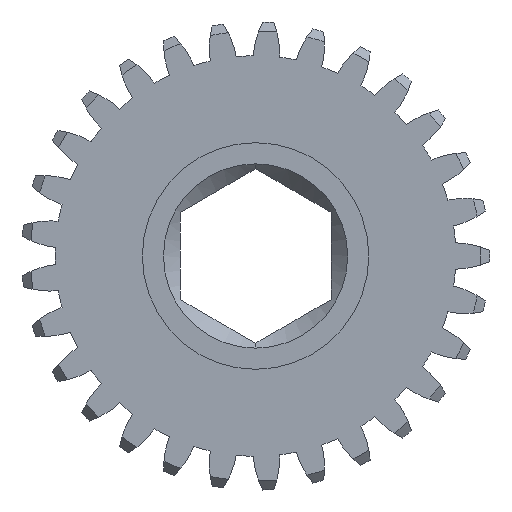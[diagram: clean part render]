
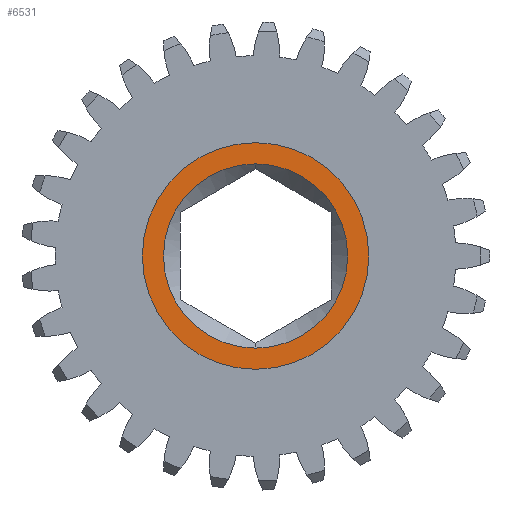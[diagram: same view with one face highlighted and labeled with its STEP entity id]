
A CAD part, left-side view. The second image highlights one B-rep face of the part: STEP entity #6531.
In plain terms, the highlighted planar face has unit normal (-1, 0, 0).
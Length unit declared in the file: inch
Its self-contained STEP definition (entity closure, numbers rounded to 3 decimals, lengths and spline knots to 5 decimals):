
#57 = ORIENTED_EDGE ( 'NONE', *, *, #186, .T. ) ;
#186 = EDGE_CURVE ( 'NONE', #2997, #5076, #331, .T. ) ;
#331 = CIRCLE ( 'NONE', #5108, 0.305 ) ;
#511 = CARTESIAN_POINT ( 'NONE',  ( -0.0625, 0., 0.305 ) ) ;
#624 = VERTEX_POINT ( 'NONE', #1520 ) ;
#652 = EDGE_LOOP ( 'NONE', ( #3411, #6361 ) ) ;
#801 = DIRECTION ( 'NONE',  ( 1., 0., 0. ) ) ;
#978 = DIRECTION ( 'NONE',  ( -1., 0., 0. ) ) ;
#1347 = DIRECTION ( 'NONE',  ( 1., 0., 0. ) ) ;
#1508 = EDGE_CURVE ( 'NONE', #5076, #2997, #2269, .T. ) ;
#1520 = CARTESIAN_POINT ( 'NONE',  ( -0.0625, 0., -0.375 ) ) ;
#1570 = DIRECTION ( 'NONE',  ( 0., 0., -1. ) ) ;
#1575 = VERTEX_POINT ( 'NONE', #5913 ) ;
#1636 = ORIENTED_EDGE ( 'NONE', *, *, #1508, .T. ) ;
#1644 = AXIS2_PLACEMENT_3D ( 'NONE', #6643, #1347, #3475 ) ;
#1961 = AXIS2_PLACEMENT_3D ( 'NONE', #2722, #4431, #6450 ) ;
#2089 = CARTESIAN_POINT ( 'NONE',  ( -0.0625, 0., 0. ) ) ;
#2269 = CIRCLE ( 'NONE', #5045, 0.305 ) ;
#2722 = CARTESIAN_POINT ( 'NONE',  ( -0.0625, 0., 0. ) ) ;
#2867 = DIRECTION ( 'NONE',  ( 1., 0., 0. ) ) ;
#2997 = VERTEX_POINT ( 'NONE', #511 ) ;
#3411 = ORIENTED_EDGE ( 'NONE', *, *, #5426, .F. ) ;
#3470 = DIRECTION ( 'NONE',  ( 0., 0., -1. ) ) ;
#3475 = DIRECTION ( 'NONE',  ( 0., 0., -1. ) ) ;
#3774 = EDGE_CURVE ( 'NONE', #1575, #624, #3880, .T. ) ;
#3850 = AXIS2_PLACEMENT_3D ( 'NONE', #2089, #978, #1570 ) ;
#3880 = CIRCLE ( 'NONE', #1644, 0.375 ) ;
#4130 = PLANE ( 'NONE',  #3850 ) ;
#4145 = CARTESIAN_POINT ( 'NONE',  ( -0.0625, 0., 0. ) ) ;
#4431 = DIRECTION ( 'NONE',  ( 1., 0., 0. ) ) ;
#4666 = EDGE_LOOP ( 'NONE', ( #1636, #57 ) ) ;
#4729 = FACE_BOUND ( 'NONE', #4666, .T. ) ;
#5045 = AXIS2_PLACEMENT_3D ( 'NONE', #4145, #801, #6364 ) ;
#5076 = VERTEX_POINT ( 'NONE', #6458 ) ;
#5108 = AXIS2_PLACEMENT_3D ( 'NONE', #6117, #2867, #3470 ) ;
#5426 = EDGE_CURVE ( 'NONE', #624, #1575, #6199, .T. ) ;
#5913 = CARTESIAN_POINT ( 'NONE',  ( -0.0625, 0., 0.375 ) ) ;
#6117 = CARTESIAN_POINT ( 'NONE',  ( -0.0625, 0., 0. ) ) ;
#6199 = CIRCLE ( 'NONE', #1961, 0.375 ) ;
#6361 = ORIENTED_EDGE ( 'NONE', *, *, #3774, .F. ) ;
#6364 = DIRECTION ( 'NONE',  ( 0., 0., -1. ) ) ;
#6450 = DIRECTION ( 'NONE',  ( 0., 0., -1. ) ) ;
#6458 = CARTESIAN_POINT ( 'NONE',  ( -0.0625, 0., -0.305 ) ) ;
#6531 = ADVANCED_FACE ( 'NONE', ( #4729, #6909 ), #4130, .T. ) ;
#6643 = CARTESIAN_POINT ( 'NONE',  ( -0.0625, 0., 0. ) ) ;
#6909 = FACE_OUTER_BOUND ( 'NONE', #652, .T. ) ;
